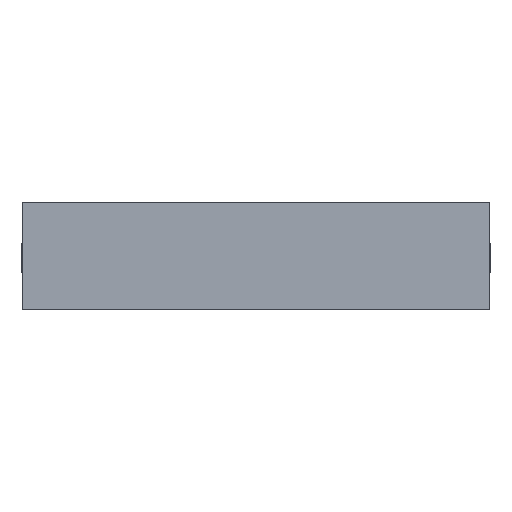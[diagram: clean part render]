
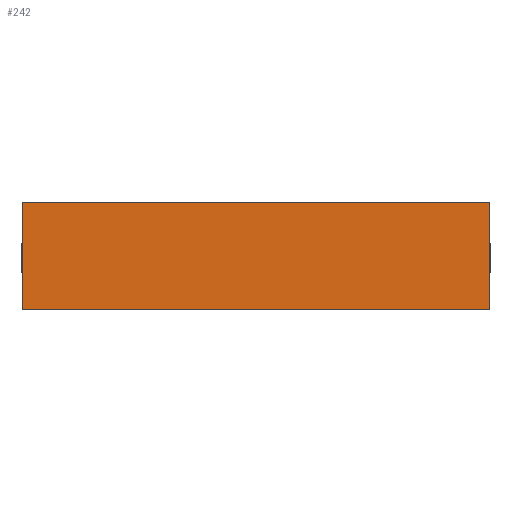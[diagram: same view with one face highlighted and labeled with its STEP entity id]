
A CAD part, top view. The second image highlights one B-rep face of the part: STEP entity #242.
In plain terms, the highlighted planar face has unit normal (0, 0, 1).
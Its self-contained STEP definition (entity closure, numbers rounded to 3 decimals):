
#72=ORIENTED_EDGE('',*,*,#100,.T.);
#73=ORIENTED_EDGE('',*,*,#104,.T.);
#74=ORIENTED_EDGE('',*,*,#107,.T.);
#75=ORIENTED_EDGE('',*,*,#109,.T.);
#100=EDGE_CURVE('',#125,#124,#144,.T.);
#104=EDGE_CURVE('',#124,#127,#148,.T.);
#107=EDGE_CURVE('',#127,#129,#151,.T.);
#109=EDGE_CURVE('',#129,#125,#153,.T.);
#124=VERTEX_POINT('',#379);
#125=VERTEX_POINT('',#381);
#127=VERTEX_POINT('',#387);
#129=VERTEX_POINT('',#393);
#144=LINE('',#380,#168);
#148=LINE('',#388,#172);
#151=LINE('',#394,#175);
#153=LINE('',#397,#177);
#168=VECTOR('',#317,1000.);
#172=VECTOR('',#323,1000.);
#175=VECTOR('',#328,1000.);
#177=VECTOR('',#332,1000.);
#194=EDGE_LOOP('',(#72,#73,#74,#75));
#214=FACE_BOUND('',#194,.T.);
#228=PLANE('',#273);
#242=ADVANCED_FACE('',(#214),#228,.T.);
#273=AXIS2_PLACEMENT_3D('',#398,#333,#334);
#317=DIRECTION('',(0.,1.,0.));
#323=DIRECTION('',(-1.,0.,0.));
#328=DIRECTION('',(0.,-1.,0.));
#332=DIRECTION('',(1.,0.,0.));
#333=DIRECTION('',(0.,0.,1.));
#334=DIRECTION('',(1.,0.,0.));
#379=CARTESIAN_POINT('',(118.,19.75,515.));
#380=CARTESIAN_POINT('',(118.,-34.25,515.));
#381=CARTESIAN_POINT('',(118.,-34.25,515.));
#387=CARTESIAN_POINT('',(-118.,19.75,515.));
#388=CARTESIAN_POINT('',(118.,19.75,515.));
#393=CARTESIAN_POINT('',(-118.,-34.25,515.));
#394=CARTESIAN_POINT('',(-118.,19.75,515.));
#397=CARTESIAN_POINT('',(-118.,-34.25,515.));
#398=CARTESIAN_POINT('',(0.,0.,515.));
